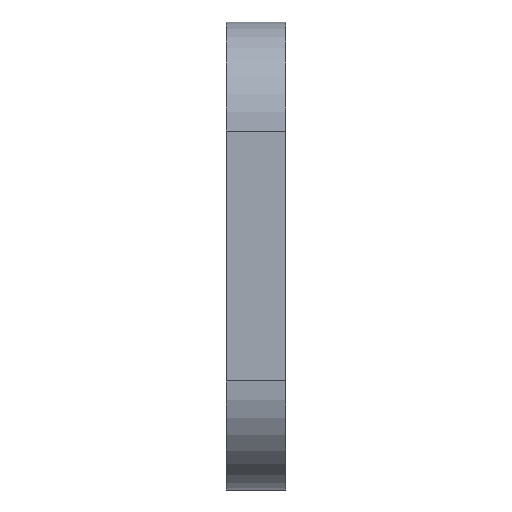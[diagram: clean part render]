
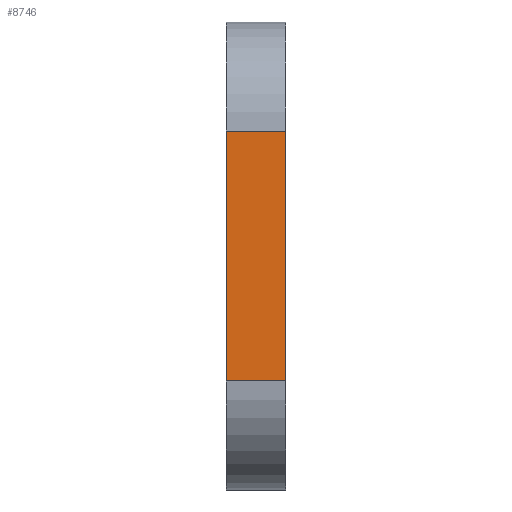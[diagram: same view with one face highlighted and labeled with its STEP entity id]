
A CAD part, left-side view. The second image highlights one B-rep face of the part: STEP entity #8746.
In plain terms, the highlighted planar face has unit normal (-1, 0, 0).
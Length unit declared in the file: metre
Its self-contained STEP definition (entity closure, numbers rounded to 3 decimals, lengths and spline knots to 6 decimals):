
#1055=ORIENTED_EDGE('',*,*,#3528,.T.);
#1056=ORIENTED_EDGE('',*,*,#3716,.F.);
#1057=ORIENTED_EDGE('',*,*,#3717,.F.);
#1058=ORIENTED_EDGE('',*,*,#3714,.T.);
#3528=EDGE_CURVE('',#4864,#4863,#5655,.T.);
#3714=EDGE_CURVE('',#5047,#4864,#5777,.T.);
#3716=EDGE_CURVE('',#5048,#4863,#5778,.T.);
#3717=EDGE_CURVE('',#5047,#5048,#5779,.T.);
#4863=VERTEX_POINT('',#11841);
#4864=VERTEX_POINT('',#11843);
#5047=VERTEX_POINT('',#12316);
#5048=VERTEX_POINT('',#12320);
#5655=LINE('',#11842,#6549);
#5777=LINE('',#12315,#6671);
#5778=LINE('',#12319,#6672);
#5779=LINE('',#12321,#6673);
#6549=VECTOR('',#9754,1.);
#6671=VECTOR('',#9924,1.);
#6672=VECTOR('',#9929,1.);
#6673=VECTOR('',#9930,1.);
#7403=EDGE_LOOP('',(#1055,#1056,#1057,#1058));
#7955=FACE_BOUND('',#7403,.T.);
#8468=PLANE('',#9287);
#8746=ADVANCED_FACE('',(#7955),#8468,.F.);
#9287=AXIS2_PLACEMENT_3D('',#12318,#9927,#9928);
#9754=DIRECTION('',(0.,0.,1.));
#9924=DIRECTION('',(0.,-1.,0.));
#9927=DIRECTION('',(1.,0.,0.));
#9928=DIRECTION('',(0.,-1.,0.));
#9929=DIRECTION('',(0.,-1.,0.));
#9930=DIRECTION('',(0.,0.,1.));
#11841=CARTESIAN_POINT('',(-0.046291,0.,0.031547));
#11842=CARTESIAN_POINT('',(-0.046291,0.,0.));
#11843=CARTESIAN_POINT('',(-0.046291,0.,-0.031547));
#12315=CARTESIAN_POINT('',(-0.046291,0.015,-0.031547));
#12316=CARTESIAN_POINT('',(-0.046291,0.015,-0.031547));
#12318=CARTESIAN_POINT('',(-0.046291,0.015,0.));
#12319=CARTESIAN_POINT('',(-0.046291,0.015,0.031547));
#12320=CARTESIAN_POINT('',(-0.046291,0.015,0.031547));
#12321=CARTESIAN_POINT('',(-0.046291,0.015,0.));
